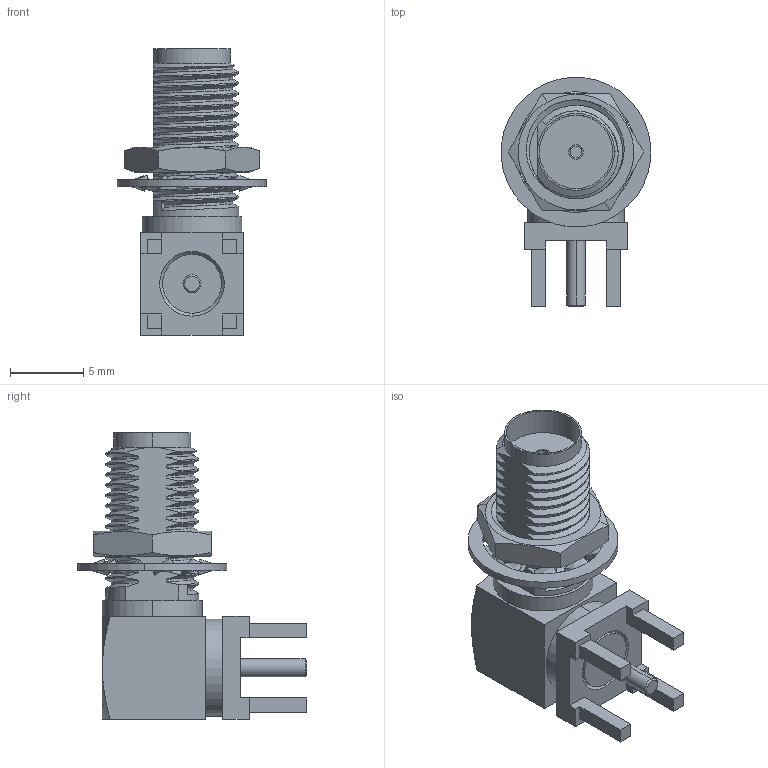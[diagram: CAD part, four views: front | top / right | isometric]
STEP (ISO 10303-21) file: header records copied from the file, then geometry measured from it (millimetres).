
FILE_DESCRIPTION (( 'STEP AP214' ), '1' );
FILE_NAME ('CONSMA002-L-G.STEP', '2020-10-28T23:02:02', ( '' ), ( '' ), 'SwSTEP 2.0', 'SolidWorks 2017', '' );
FILE_SCHEMA (( 'AUTOMOTIVE_DESIGN' ));
Length unit declared in the file: millimetre
Products named in the file (4): CONSMA002-L-G; CONSMA002-L-G-body; Washer; Nut
Assembly tree (3 placements, depth 2):
  CONSMA002-L-G
    CONSMA002-L-G-body
    Nut
    Washer
Bounding box: 10.18 x 15.59 x 19.5 mm (x, y, z)
Volume: 826.2 mm3; surface area: 1221.5 mm2
Topology: 7 solids, 7 shells, 241 faces, 606 edges, 385 vertices
Faces by surface type: bspline 85, cylinder 71, plane 71, cone 14
Entity records: 25748 total; most frequent: CARTESIAN_POINT 20602, ORIENTED_EDGE 1212, DIRECTION 766, EDGE_CURVE 606, VERTEX_POINT 385, VECTOR 282, LINE 282, EDGE_LOOP 255
